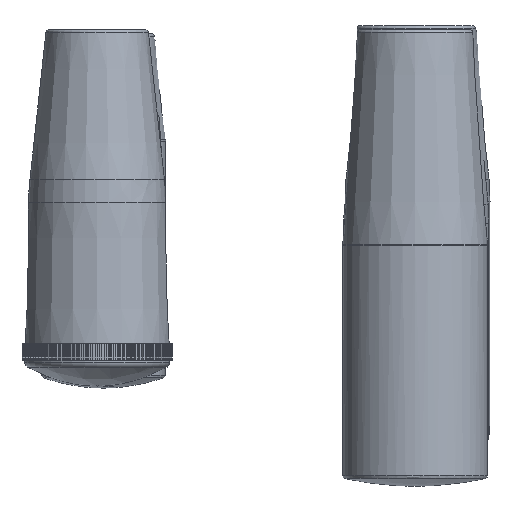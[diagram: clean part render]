
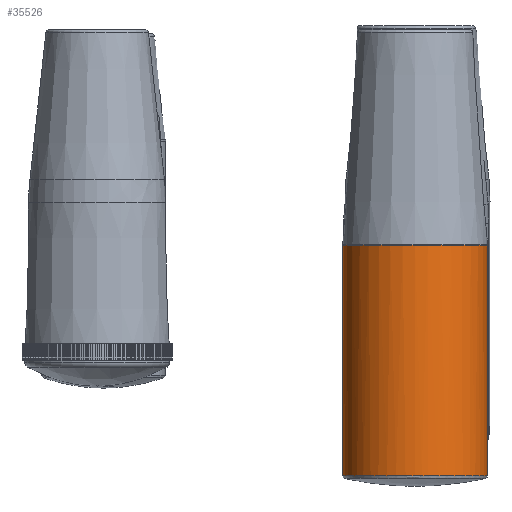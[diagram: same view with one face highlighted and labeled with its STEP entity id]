
A CAD part, left-side view. The second image highlights one B-rep face of the part: STEP entity #35526.
In plain terms, the highlighted cylindrical face has radius 13.5 mm (diameter 27 mm), a full revolution.
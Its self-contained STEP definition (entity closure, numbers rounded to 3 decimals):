
#5468=B_SPLINE_CURVE_WITH_KNOTS('',3,(#66232,#66233,#66234,#66235,#66236,
#66237,#66238,#66239,#66240,#66241,#66242,#66243,#66244,#66245,#66246),
 .UNSPECIFIED.,.T.,.F.,(4,1,1,1,1,1,1,1,1,1,1,1,4),(-3.142,-2.618,
-2.094,-1.571,-1.047,-0.524,
0.,0.524,1.047,1.571,
2.094,2.618,3.142),.UNSPECIFIED.);
#7241=CYLINDRICAL_SURFACE('',#39691,13.5);
#7473=FACE_BOUND('',#11561,.T.);
#9295=FACE_OUTER_BOUND('',#11560,.T.);
#11560=EDGE_LOOP('',(#32253));
#11561=EDGE_LOOP('',(#32254));
#13917=CIRCLE('',#39692,13.5);
#17255=VERTEX_POINT('',#66230);
#17257=VERTEX_POINT('',#66332);
#22304=EDGE_CURVE('',#17255,#17255,#5468,.T.);
#22307=EDGE_CURVE('',#17257,#17257,#13917,.T.);
#32253=ORIENTED_EDGE('',*,*,#22307,.F.);
#32254=ORIENTED_EDGE('',*,*,#22304,.F.);
#35526=ADVANCED_FACE('',(#9295,#7473),#7241,.T.);
#39691=AXIS2_PLACEMENT_3D('',#66331,#50190,#50191);
#39692=AXIS2_PLACEMENT_3D('',#66333,#50192,#50193);
#50190=DIRECTION('center_axis',(0.,0.,-1.));
#50191=DIRECTION('ref_axis',(1.,0.,0.));
#50192=DIRECTION('center_axis',(0.,0.,1.));
#50193=DIRECTION('ref_axis',(1.,0.,0.));
#66230=CARTESIAN_POINT('',(-13.5,0.,-83.098));
#66232=CARTESIAN_POINT('Ctrl Pts',(-13.501,0.,
-83.098));
#66233=CARTESIAN_POINT('Ctrl Pts',(-13.501,2.356,-83.098));
#66234=CARTESIAN_POINT('Ctrl Pts',(-12.238,7.065,-83.098));
#66235=CARTESIAN_POINT('Ctrl Pts',(-7.068,12.241,-83.098));
#66236=CARTESIAN_POINT('Ctrl Pts',(0.,14.132,
-83.098));
#66237=CARTESIAN_POINT('Ctrl Pts',(7.068,12.241,-83.098));
#66238=CARTESIAN_POINT('Ctrl Pts',(12.238,7.066,-83.098));
#66239=CARTESIAN_POINT('Ctrl Pts',(14.132,0.,
-83.098));
#66240=CARTESIAN_POINT('Ctrl Pts',(12.238,-7.066,-83.098));
#66241=CARTESIAN_POINT('Ctrl Pts',(7.068,-12.241,-83.098));
#66242=CARTESIAN_POINT('Ctrl Pts',(0.,-14.132,
-83.098));
#66243=CARTESIAN_POINT('Ctrl Pts',(-7.067,-12.241,-83.098));
#66244=CARTESIAN_POINT('Ctrl Pts',(-12.238,-7.065,
-83.098));
#66245=CARTESIAN_POINT('Ctrl Pts',(-13.501,-2.356,
-83.098));
#66246=CARTESIAN_POINT('Ctrl Pts',(-13.501,0.,
-83.098));
#66331=CARTESIAN_POINT('Origin',(0.,0.,-40.));
#66332=CARTESIAN_POINT('',(-13.5,0.,-40.105));
#66333=CARTESIAN_POINT('Origin',(0.,0.,-40.105));
